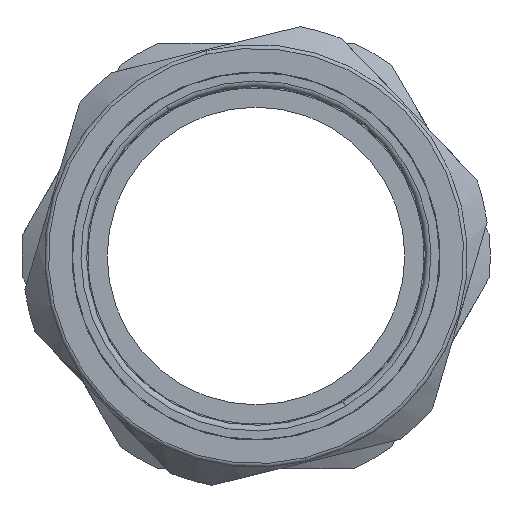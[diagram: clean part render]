
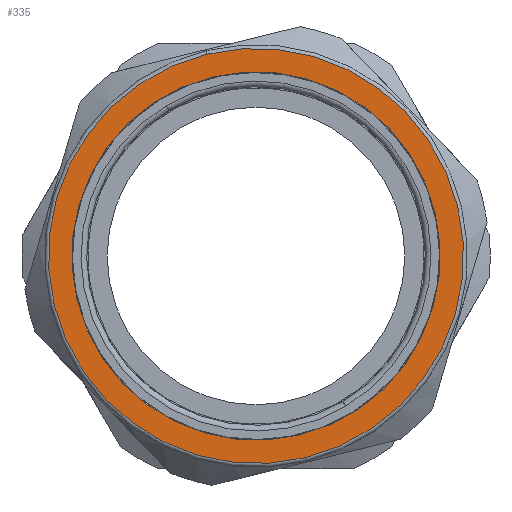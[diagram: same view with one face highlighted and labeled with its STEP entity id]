
A CAD part, left-side view. The second image highlights one B-rep face of the part: STEP entity #335.
In plain terms, the highlighted planar face has unit normal (-1, 0, 0).
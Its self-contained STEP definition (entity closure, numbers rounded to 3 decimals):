
#31 = AXIS2_PLACEMENT_3D ( 'NONE', #1935, #1110, #234 ) ;
#59 = DIRECTION ( 'NONE',  ( 0., -0.237, -0.972 ) ) ;
#157 = CARTESIAN_POINT ( 'NONE',  ( -80.22, 0., 0. ) ) ;
#172 = PLANE ( 'NONE',  #1590 ) ;
#202 = ORIENTED_EDGE ( 'NONE', *, *, #1862, .T. ) ;
#216 = ORIENTED_EDGE ( 'NONE', *, *, #238, .T. ) ;
#234 = DIRECTION ( 'NONE',  ( 0., -0.237, -0.972 ) ) ;
#236 = CARTESIAN_POINT ( 'NONE',  ( -80.22, 13.194, 54.166 ) ) ;
#238 = EDGE_CURVE ( 'NONE', #412, #3639, #708, .T. ) ;
#335 = ADVANCED_FACE ( 'NONE', ( #1230, #1926 ), #172, .F. ) ;
#412 = VERTEX_POINT ( 'NONE', #502 ) ;
#502 = CARTESIAN_POINT ( 'NONE',  ( -80.22, -13.194, -54.166 ) ) ;
#534 = DIRECTION ( 'NONE',  ( -1., 0., 0. ) ) ;
#708 = CIRCLE ( 'NONE', #3468, 55.75 ) ;
#975 = AXIS2_PLACEMENT_3D ( 'NONE', #3474, #1499, #59 ) ;
#1052 = VERTEX_POINT ( 'NONE', #1081 ) ;
#1081 = CARTESIAN_POINT ( 'NONE',  ( -80.22, 11.706, 48.06 ) ) ;
#1110 = DIRECTION ( 'NONE',  ( 1., 0., 0. ) ) ;
#1230 = FACE_BOUND ( 'NONE', #3338, .T. ) ;
#1270 = EDGE_LOOP ( 'NONE', ( #216, #2688 ) ) ;
#1279 = DIRECTION ( 'NONE',  ( -1., 0., 0. ) ) ;
#1499 = DIRECTION ( 'NONE',  ( 1., 0., 0. ) ) ;
#1590 = AXIS2_PLACEMENT_3D ( 'NONE', #157, #2165, #2673 ) ;
#1862 = EDGE_CURVE ( 'NONE', #1052, #2965, #2188, .T. ) ;
#1872 = DIRECTION ( 'NONE',  ( 0., -0.237, -0.972 ) ) ;
#1894 = EDGE_CURVE ( 'NONE', #3639, #412, #2849, .T. ) ;
#1926 = FACE_OUTER_BOUND ( 'NONE', #1270, .T. ) ;
#1935 = CARTESIAN_POINT ( 'NONE',  ( -80.22, 0., 0. ) ) ;
#2002 = DIRECTION ( 'NONE',  ( 0., -0.237, -0.972 ) ) ;
#2165 = DIRECTION ( 'NONE',  ( 1., 0., 0. ) ) ;
#2188 = CIRCLE ( 'NONE', #31, 49.465 ) ;
#2213 = CARTESIAN_POINT ( 'NONE',  ( -80.22, 0., 0. ) ) ;
#2673 = DIRECTION ( 'NONE',  ( 0., -0.237, -0.972 ) ) ;
#2688 = ORIENTED_EDGE ( 'NONE', *, *, #1894, .T. ) ;
#2849 = CIRCLE ( 'NONE', #2926, 55.75 ) ;
#2926 = AXIS2_PLACEMENT_3D ( 'NONE', #2213, #534, #2002 ) ;
#2965 = VERTEX_POINT ( 'NONE', #3440 ) ;
#2993 = EDGE_CURVE ( 'NONE', #2965, #1052, #3279, .T. ) ;
#2996 = ORIENTED_EDGE ( 'NONE', *, *, #2993, .T. ) ;
#3279 = CIRCLE ( 'NONE', #975, 49.465 ) ;
#3338 = EDGE_LOOP ( 'NONE', ( #202, #2996 ) ) ;
#3440 = CARTESIAN_POINT ( 'NONE',  ( -80.22, -11.706, -48.06 ) ) ;
#3468 = AXIS2_PLACEMENT_3D ( 'NONE', #3536, #1279, #1872 ) ;
#3474 = CARTESIAN_POINT ( 'NONE',  ( -80.22, 0., 0. ) ) ;
#3536 = CARTESIAN_POINT ( 'NONE',  ( -80.22, 0., 0. ) ) ;
#3639 = VERTEX_POINT ( 'NONE', #236 ) ;
